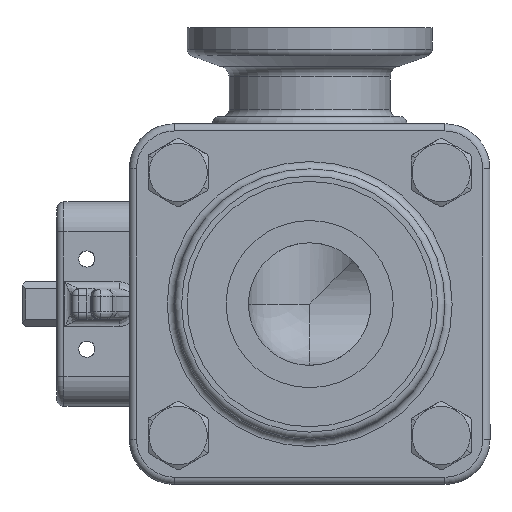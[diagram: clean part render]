
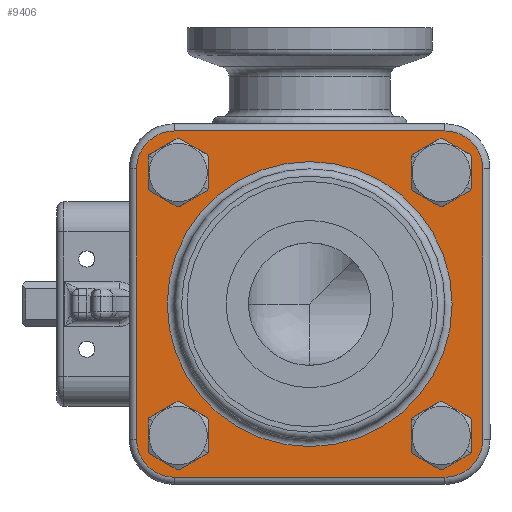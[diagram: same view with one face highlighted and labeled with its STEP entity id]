
A CAD part, left-side view. The second image highlights one B-rep face of the part: STEP entity #9406.
In plain terms, the highlighted face is planar.
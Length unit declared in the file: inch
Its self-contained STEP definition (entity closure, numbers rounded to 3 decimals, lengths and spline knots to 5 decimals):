
#935=FACE_BOUND('',#1854,.T.);
#936=FACE_BOUND('',#1855,.T.);
#937=FACE_BOUND('',#1856,.T.);
#938=FACE_BOUND('',#1857,.T.);
#939=FACE_BOUND('',#1858,.T.);
#1221=FACE_OUTER_BOUND('',#1853,.T.);
#1853=EDGE_LOOP('',(#7492,#7493,#7494,#7495,#7496,#7497,#7498,#7499));
#1854=EDGE_LOOP('',(#7500,#7501));
#1855=EDGE_LOOP('',(#7502,#7503));
#1856=EDGE_LOOP('',(#7504,#7505));
#1857=EDGE_LOOP('',(#7506,#7507));
#1858=EDGE_LOOP('',(#7508));
#2399=LINE('',#17860,#2917);
#2400=LINE('',#17864,#2918);
#2401=LINE('',#17868,#2919);
#2402=LINE('',#17872,#2920);
#2917=VECTOR('',#12691,0.3937);
#2918=VECTOR('',#12694,0.3937);
#2919=VECTOR('',#12697,0.3937);
#2920=VECTOR('',#12700,0.3937);
#3572=CIRCLE('',#10613,1.185);
#3573=CIRCLE('',#10615,0.315);
#3574=CIRCLE('',#10616,0.315);
#3575=CIRCLE('',#10617,0.315);
#3576=CIRCLE('',#10618,0.315);
#3577=CIRCLE('',#10619,0.175);
#3578=CIRCLE('',#10620,0.175);
#3579=CIRCLE('',#10621,0.175);
#3580=CIRCLE('',#10622,0.175);
#3581=CIRCLE('',#10623,0.175);
#3582=CIRCLE('',#10624,0.175);
#3583=CIRCLE('',#10625,0.175);
#3584=CIRCLE('',#10626,0.175);
#4294=VERTEX_POINT('',#17854);
#4295=VERTEX_POINT('',#17858);
#4296=VERTEX_POINT('',#17859);
#4297=VERTEX_POINT('',#17861);
#4298=VERTEX_POINT('',#17863);
#4299=VERTEX_POINT('',#17865);
#4300=VERTEX_POINT('',#17867);
#4301=VERTEX_POINT('',#17869);
#4302=VERTEX_POINT('',#17871);
#4303=VERTEX_POINT('',#17874);
#4304=VERTEX_POINT('',#17875);
#4305=VERTEX_POINT('',#17878);
#4306=VERTEX_POINT('',#17879);
#4307=VERTEX_POINT('',#17882);
#4308=VERTEX_POINT('',#17883);
#4309=VERTEX_POINT('',#17886);
#4310=VERTEX_POINT('',#17887);
#5415=EDGE_CURVE('',#4294,#4294,#3572,.T.);
#5416=EDGE_CURVE('',#4295,#4296,#2399,.T.);
#5417=EDGE_CURVE('',#4297,#4295,#3573,.T.);
#5418=EDGE_CURVE('',#4298,#4297,#2400,.T.);
#5419=EDGE_CURVE('',#4299,#4298,#3574,.T.);
#5420=EDGE_CURVE('',#4300,#4299,#2401,.T.);
#5421=EDGE_CURVE('',#4301,#4300,#3575,.T.);
#5422=EDGE_CURVE('',#4302,#4301,#2402,.T.);
#5423=EDGE_CURVE('',#4296,#4302,#3576,.T.);
#5424=EDGE_CURVE('',#4303,#4304,#3577,.T.);
#5425=EDGE_CURVE('',#4304,#4303,#3578,.T.);
#5426=EDGE_CURVE('',#4305,#4306,#3579,.T.);
#5427=EDGE_CURVE('',#4306,#4305,#3580,.T.);
#5428=EDGE_CURVE('',#4307,#4308,#3581,.T.);
#5429=EDGE_CURVE('',#4308,#4307,#3582,.T.);
#5430=EDGE_CURVE('',#4309,#4310,#3583,.T.);
#5431=EDGE_CURVE('',#4310,#4309,#3584,.T.);
#7492=ORIENTED_EDGE('',*,*,#5416,.F.);
#7493=ORIENTED_EDGE('',*,*,#5417,.F.);
#7494=ORIENTED_EDGE('',*,*,#5418,.F.);
#7495=ORIENTED_EDGE('',*,*,#5419,.F.);
#7496=ORIENTED_EDGE('',*,*,#5420,.F.);
#7497=ORIENTED_EDGE('',*,*,#5421,.F.);
#7498=ORIENTED_EDGE('',*,*,#5422,.F.);
#7499=ORIENTED_EDGE('',*,*,#5423,.F.);
#7500=ORIENTED_EDGE('',*,*,#5424,.T.);
#7501=ORIENTED_EDGE('',*,*,#5425,.T.);
#7502=ORIENTED_EDGE('',*,*,#5426,.T.);
#7503=ORIENTED_EDGE('',*,*,#5427,.T.);
#7504=ORIENTED_EDGE('',*,*,#5428,.T.);
#7505=ORIENTED_EDGE('',*,*,#5429,.T.);
#7506=ORIENTED_EDGE('',*,*,#5430,.T.);
#7507=ORIENTED_EDGE('',*,*,#5431,.T.);
#7508=ORIENTED_EDGE('',*,*,#5415,.F.);
#9070=PLANE('',#10614);
#9406=ADVANCED_FACE('',(#1221,#935,#936,#937,#938,#939),#9070,.T.);
#10613=AXIS2_PLACEMENT_3D('',#17856,#12687,#12688);
#10614=AXIS2_PLACEMENT_3D('',#17857,#12689,#12690);
#10615=AXIS2_PLACEMENT_3D('',#17862,#12692,#12693);
#10616=AXIS2_PLACEMENT_3D('',#17866,#12695,#12696);
#10617=AXIS2_PLACEMENT_3D('',#17870,#12698,#12699);
#10618=AXIS2_PLACEMENT_3D('',#17873,#12701,#12702);
#10619=AXIS2_PLACEMENT_3D('',#17876,#12703,#12704);
#10620=AXIS2_PLACEMENT_3D('',#17877,#12705,#12706);
#10621=AXIS2_PLACEMENT_3D('',#17880,#12707,#12708);
#10622=AXIS2_PLACEMENT_3D('',#17881,#12709,#12710);
#10623=AXIS2_PLACEMENT_3D('',#17884,#12711,#12712);
#10624=AXIS2_PLACEMENT_3D('',#17885,#12713,#12714);
#10625=AXIS2_PLACEMENT_3D('',#17888,#12715,#12716);
#10626=AXIS2_PLACEMENT_3D('',#17889,#12717,#12718);
#12687=DIRECTION('center_axis',(0.,0.,1.));
#12688=DIRECTION('ref_axis',(-1.,0.,0.));
#12689=DIRECTION('center_axis',(0.,0.,1.));
#12690=DIRECTION('ref_axis',(1.,0.,0.));
#12691=DIRECTION('',(1.,0.,0.));
#12692=DIRECTION('center_axis',(0.,0.,-1.));
#12693=DIRECTION('ref_axis',(-0.707,0.707,0.));
#12694=DIRECTION('',(0.,1.,0.));
#12695=DIRECTION('center_axis',(0.,0.,-1.));
#12696=DIRECTION('ref_axis',(-0.707,-0.707,0.));
#12697=DIRECTION('',(-1.,0.,0.));
#12698=DIRECTION('center_axis',(0.,0.,-1.));
#12699=DIRECTION('ref_axis',(0.707,-0.707,0.));
#12700=DIRECTION('',(0.,-1.,0.));
#12701=DIRECTION('center_axis',(0.,0.,-1.));
#12702=DIRECTION('ref_axis',(0.707,0.707,0.));
#12703=DIRECTION('center_axis',(0.,0.,-1.));
#12704=DIRECTION('ref_axis',(0.,-1.,0.));
#12705=DIRECTION('center_axis',(0.,0.,-1.));
#12706=DIRECTION('ref_axis',(0.,-1.,0.));
#12707=DIRECTION('center_axis',(0.,0.,-1.));
#12708=DIRECTION('ref_axis',(-1.,0.,0.));
#12709=DIRECTION('center_axis',(0.,0.,-1.));
#12710=DIRECTION('ref_axis',(-1.,0.,0.));
#12711=DIRECTION('center_axis',(0.,0.,-1.));
#12712=DIRECTION('ref_axis',(0.,1.,0.));
#12713=DIRECTION('center_axis',(0.,0.,-1.));
#12714=DIRECTION('ref_axis',(0.,1.,0.));
#12715=DIRECTION('center_axis',(0.,0.,-1.));
#12716=DIRECTION('ref_axis',(1.,0.,0.));
#12717=DIRECTION('center_axis',(0.,0.,-1.));
#12718=DIRECTION('ref_axis',(1.,0.,0.));
#17854=CARTESIAN_POINT('',(1.185,0.,0.59));
#17856=CARTESIAN_POINT('Origin',(0.,0.,0.59));
#17857=CARTESIAN_POINT('Origin',(0.,0.,
0.59));
#17858=CARTESIAN_POINT('',(-1.125,1.44,0.59));
#17859=CARTESIAN_POINT('',(1.125,1.44,0.59));
#17860=CARTESIAN_POINT('',(-0.75,1.44,0.59));
#17861=CARTESIAN_POINT('',(-1.44,1.125,0.59));
#17862=CARTESIAN_POINT('Origin',(-1.125,1.125,0.59));
#17863=CARTESIAN_POINT('',(-1.44,-1.125,0.59));
#17864=CARTESIAN_POINT('',(-1.44,-0.75,0.59));
#17865=CARTESIAN_POINT('',(-1.125,-1.44,0.59));
#17866=CARTESIAN_POINT('Origin',(-1.125,-1.125,0.59));
#17867=CARTESIAN_POINT('',(1.125,-1.44,0.59));
#17868=CARTESIAN_POINT('',(0.75,-1.44,0.59));
#17869=CARTESIAN_POINT('',(1.44,-1.125,0.59));
#17870=CARTESIAN_POINT('Origin',(1.125,-1.125,0.59));
#17871=CARTESIAN_POINT('',(1.44,1.125,0.59));
#17872=CARTESIAN_POINT('',(1.44,0.75,0.59));
#17873=CARTESIAN_POINT('Origin',(1.125,1.125,0.59));
#17874=CARTESIAN_POINT('',(1.094,0.919,0.59));
#17875=CARTESIAN_POINT('',(1.094,1.269,0.59));
#17876=CARTESIAN_POINT('Origin',(1.094,1.094,0.59));
#17877=CARTESIAN_POINT('Origin',(1.094,1.094,0.59));
#17878=CARTESIAN_POINT('',(0.919,-1.094,0.59));
#17879=CARTESIAN_POINT('',(1.269,-1.094,0.59));
#17880=CARTESIAN_POINT('Origin',(1.094,-1.094,0.59));
#17881=CARTESIAN_POINT('Origin',(1.094,-1.094,0.59));
#17882=CARTESIAN_POINT('',(-1.094,-0.919,0.59));
#17883=CARTESIAN_POINT('',(-1.094,-1.269,0.59));
#17884=CARTESIAN_POINT('Origin',(-1.094,-1.094,0.59));
#17885=CARTESIAN_POINT('Origin',(-1.094,-1.094,0.59));
#17886=CARTESIAN_POINT('',(-0.919,1.094,0.59));
#17887=CARTESIAN_POINT('',(-1.269,1.094,0.59));
#17888=CARTESIAN_POINT('Origin',(-1.094,1.094,0.59));
#17889=CARTESIAN_POINT('Origin',(-1.094,1.094,0.59));
